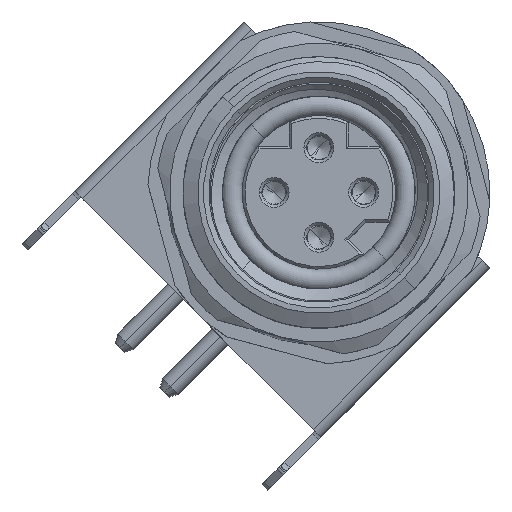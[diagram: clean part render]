
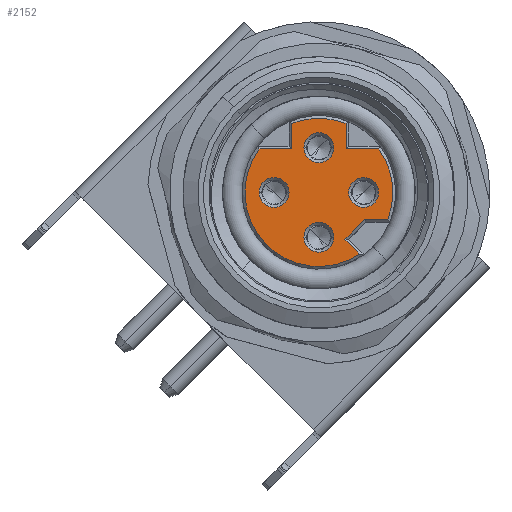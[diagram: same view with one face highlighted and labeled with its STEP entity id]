
A CAD part, top view. The second image highlights one B-rep face of the part: STEP entity #2152.
In plain terms, the highlighted planar face has unit normal (0, 0, 1).
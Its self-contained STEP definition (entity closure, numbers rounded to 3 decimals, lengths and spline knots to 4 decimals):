
#1=CARTESIAN_POINT('',(0.,-1.65,5.4));
#2=DIRECTION('',(0.,0.,-1.));
#3=DIRECTION('',(-1.,0.,0.));
#4=AXIS2_PLACEMENT_3D('',#1,#2,#3);
#6=CARTESIAN_POINT('',(0.,-1.65,5.4));
#7=DIRECTION('',(0.,0.,-1.));
#8=DIRECTION('',(1.,0.,0.));
#9=AXIS2_PLACEMENT_3D('',#6,#7,#8);
#11=CARTESIAN_POINT('',(1.65,0.,5.4));
#12=DIRECTION('',(0.,0.,-1.));
#13=DIRECTION('',(-1.,0.,0.));
#14=AXIS2_PLACEMENT_3D('',#11,#12,#13);
#16=CARTESIAN_POINT('',(1.65,0.,5.4));
#17=DIRECTION('',(0.,0.,-1.));
#18=DIRECTION('',(1.,0.,0.));
#19=AXIS2_PLACEMENT_3D('',#16,#17,#18);
#21=CARTESIAN_POINT('',(0.,1.65,5.4));
#22=DIRECTION('',(0.,0.,-1.));
#23=DIRECTION('',(-1.,0.,0.));
#24=AXIS2_PLACEMENT_3D('',#21,#22,#23);
#26=CARTESIAN_POINT('',(0.,1.65,5.4));
#27=DIRECTION('',(0.,0.,-1.));
#28=DIRECTION('',(1.,0.,0.));
#29=AXIS2_PLACEMENT_3D('',#26,#27,#28);
#31=CARTESIAN_POINT('',(-1.65,0.,5.4));
#32=DIRECTION('',(0.,0.,-1.));
#33=DIRECTION('',(-1.,0.,0.));
#34=AXIS2_PLACEMENT_3D('',#31,#32,#33);
#36=CARTESIAN_POINT('',(-1.65,0.,5.4));
#37=DIRECTION('',(0.,0.,-1.));
#38=DIRECTION('',(1.,0.,0.));
#39=AXIS2_PLACEMENT_3D('',#36,#37,#38);
#41=DIRECTION('',(0.707,0.707,0.));
#42=VECTOR('',#41,1.0213);
#43=CARTESIAN_POINT('',(0.9586,-1.7222,5.4));
#44=LINE('',#43,#42);
#45=DIRECTION('',(-0.707,0.707,0.));
#46=VECTOR('',#45,0.7754);
#47=CARTESIAN_POINT('',(1.5069,-2.2705,5.4));
#48=LINE('',#47,#46);
#49=DIRECTION('',(-1.,0.,0.));
#50=VECTOR('',#49,1.2058);
#51=CARTESIAN_POINT('',(-1.,1.6,5.4));
#52=LINE('',#51,#50);
#53=DIRECTION('',(0.,-1.,0.));
#54=VECTOR('',#53,0.9349);
#55=CARTESIAN_POINT('',(-1.,2.5349,5.4));
#56=LINE('',#55,#54);
#57=DIRECTION('',(0.,1.,0.));
#58=VECTOR('',#57,0.9349);
#59=CARTESIAN_POINT('',(1.,1.6,5.4));
#60=LINE('',#59,#58);
#61=DIRECTION('',(-1.,0.,0.));
#62=VECTOR('',#61,1.2058);
#63=CARTESIAN_POINT('',(2.2058,1.6,5.4));
#64=LINE('',#63,#62);
#65=DIRECTION('',(1.,0.,0.));
#66=VECTOR('',#65,0.8541);
#67=CARTESIAN_POINT('',(1.6807,-1.,5.4));
#68=LINE('',#67,#66);
#1142=CARTESIAN_POINT('',(0.,0.,5.4));
#1143=DIRECTION('',(0.,0.,1.));
#1144=DIRECTION('',(0.93,-0.367,0.));
#1145=AXIS2_PLACEMENT_3D('',#1142,#1143,#1144);
#1177=CARTESIAN_POINT('',(0.,0.,5.4));
#1178=DIRECTION('',(0.,0.,1.));
#1179=DIRECTION('',(0.367,0.93,0.));
#1180=AXIS2_PLACEMENT_3D('',#1177,#1178,#1179);
#1217=CARTESIAN_POINT('',(0.,0.,5.4));
#1218=DIRECTION('',(0.,0.,1.));
#1219=DIRECTION('',(-0.809,0.587,0.));
#1220=AXIS2_PLACEMENT_3D('',#1217,#1218,#1219);
#1825=CARTESIAN_POINT('',(-0.55,-1.65,5.4));
#1826=CARTESIAN_POINT('',(0.55,-1.65,5.4));
#1827=VERTEX_POINT('',#1825);
#1828=VERTEX_POINT('',#1826);
#1833=CARTESIAN_POINT('',(1.1,0.,5.4));
#1834=CARTESIAN_POINT('',(2.2,0.,5.4));
#1835=VERTEX_POINT('',#1833);
#1836=VERTEX_POINT('',#1834);
#1841=CARTESIAN_POINT('',(-0.55,1.65,5.4));
#1842=CARTESIAN_POINT('',(0.55,1.65,5.4));
#1843=VERTEX_POINT('',#1841);
#1844=VERTEX_POINT('',#1842);
#1849=CARTESIAN_POINT('',(-2.2,0.,5.4));
#1850=CARTESIAN_POINT('',(-1.1,0.,5.4));
#1851=VERTEX_POINT('',#1849);
#1852=VERTEX_POINT('',#1850);
#1905=CARTESIAN_POINT('',(0.9586,-1.7222,5.4));
#1906=CARTESIAN_POINT('',(1.6807,-1.,5.4));
#1907=VERTEX_POINT('',#1905);
#1908=VERTEX_POINT('',#1906);
#1913=CARTESIAN_POINT('',(2.5349,-1.,5.4));
#1914=VERTEX_POINT('',#1913);
#1923=CARTESIAN_POINT('',(2.2058,1.6,5.4));
#1924=CARTESIAN_POINT('',(1.,1.6,5.4));
#1925=VERTEX_POINT('',#1923);
#1926=VERTEX_POINT('',#1924);
#1927=CARTESIAN_POINT('',(1.,2.5349,5.4));
#1928=VERTEX_POINT('',#1927);
#1935=CARTESIAN_POINT('',(-1.,2.5349,
5.4));
#1936=CARTESIAN_POINT('',(-1.,1.6,5.4));
#1937=VERTEX_POINT('',#1935);
#1938=VERTEX_POINT('',#1936);
#1939=CARTESIAN_POINT('',(-2.2058,1.6,5.4));
#1940=VERTEX_POINT('',#1939);
#1947=CARTESIAN_POINT('',(1.5069,-2.2705,5.4));
#1948=VERTEX_POINT('',#1947);
#2101=CARTESIAN_POINT('',(0.,0.,5.4));
#2102=DIRECTION('',(0.,0.,1.));
#2103=DIRECTION('',(1.,0.,0.));
#2104=AXIS2_PLACEMENT_3D('',#2101,#2102,#2103);
#2105=PLANE('',#2104);
#2107=ORIENTED_EDGE('',*,*,#2106,.F.);
#2109=ORIENTED_EDGE('',*,*,#2108,.F.);
#2111=ORIENTED_EDGE('',*,*,#2110,.F.);
#2113=ORIENTED_EDGE('',*,*,#2112,.F.);
#2115=ORIENTED_EDGE('',*,*,#2114,.F.);
#2117=ORIENTED_EDGE('',*,*,#2116,.F.);
#2119=ORIENTED_EDGE('',*,*,#2118,.F.);
#2121=ORIENTED_EDGE('',*,*,#2120,.F.);
#2123=ORIENTED_EDGE('',*,*,#2122,.F.);
#2125=ORIENTED_EDGE('',*,*,#2124,.F.);
#2126=EDGE_LOOP('',(#2107,#2109,#2111,#2113,#2115,#2117,#2119,#2121,#2123,
#2125));
#2127=FACE_OUTER_BOUND('',#2126,.F.);
#2129=ORIENTED_EDGE('',*,*,#2128,.F.);
#2131=ORIENTED_EDGE('',*,*,#2130,.F.);
#2132=EDGE_LOOP('',(#2129,#2131));
#2133=FACE_BOUND('',#2132,.F.);
#2135=ORIENTED_EDGE('',*,*,#2134,.F.);
#2137=ORIENTED_EDGE('',*,*,#2136,.F.);
#2138=EDGE_LOOP('',(#2135,#2137));
#2139=FACE_BOUND('',#2138,.F.);
#2141=ORIENTED_EDGE('',*,*,#2140,.F.);
#2143=ORIENTED_EDGE('',*,*,#2142,.F.);
#2144=EDGE_LOOP('',(#2141,#2143));
#2145=FACE_BOUND('',#2144,.F.);
#2147=ORIENTED_EDGE('',*,*,#2146,.F.);
#2149=ORIENTED_EDGE('',*,*,#2148,.F.);
#2150=EDGE_LOOP('',(#2147,#2149));
#2151=FACE_BOUND('',#2150,.F.);
#5=CIRCLE('',#4,0.55);
#10=CIRCLE('',#9,0.55);
#15=CIRCLE('',#14,0.55);
#20=CIRCLE('',#19,0.55);
#25=CIRCLE('',#24,0.55);
#30=CIRCLE('',#29,0.55);
#35=CIRCLE('',#34,0.55);
#40=CIRCLE('',#39,0.55);
#1146=CIRCLE('',#1145,2.725);
#1181=CIRCLE('',#1180,2.725);
#1221=CIRCLE('',#1220,2.725);
#2106=EDGE_CURVE('',#1907,#1908,#44,.T.);
#2108=EDGE_CURVE('',#1948,#1907,#48,.T.);
#2110=EDGE_CURVE('',#1940,#1948,#1221,.T.);
#2112=EDGE_CURVE('',#1938,#1940,#52,.T.);
#2114=EDGE_CURVE('',#1937,#1938,#56,.T.);
#2116=EDGE_CURVE('',#1928,#1937,#1181,.T.);
#2118=EDGE_CURVE('',#1926,#1928,#60,.T.);
#2120=EDGE_CURVE('',#1925,#1926,#64,.T.);
#2122=EDGE_CURVE('',#1914,#1925,#1146,.T.);
#2124=EDGE_CURVE('',#1908,#1914,#68,.T.);
#2128=EDGE_CURVE('',#1835,#1836,#15,.T.);
#2130=EDGE_CURVE('',#1836,#1835,#20,.T.);
#2134=EDGE_CURVE('',#1843,#1844,#25,.T.);
#2136=EDGE_CURVE('',#1844,#1843,#30,.T.);
#2140=EDGE_CURVE('',#1851,#1852,#35,.T.);
#2142=EDGE_CURVE('',#1852,#1851,#40,.T.);
#2146=EDGE_CURVE('',#1827,#1828,#5,.T.);
#2148=EDGE_CURVE('',#1828,#1827,#10,.T.);
#2152=ADVANCED_FACE('',(#2127,#2133,#2139,#2145,#2151),#2105,.T.);
